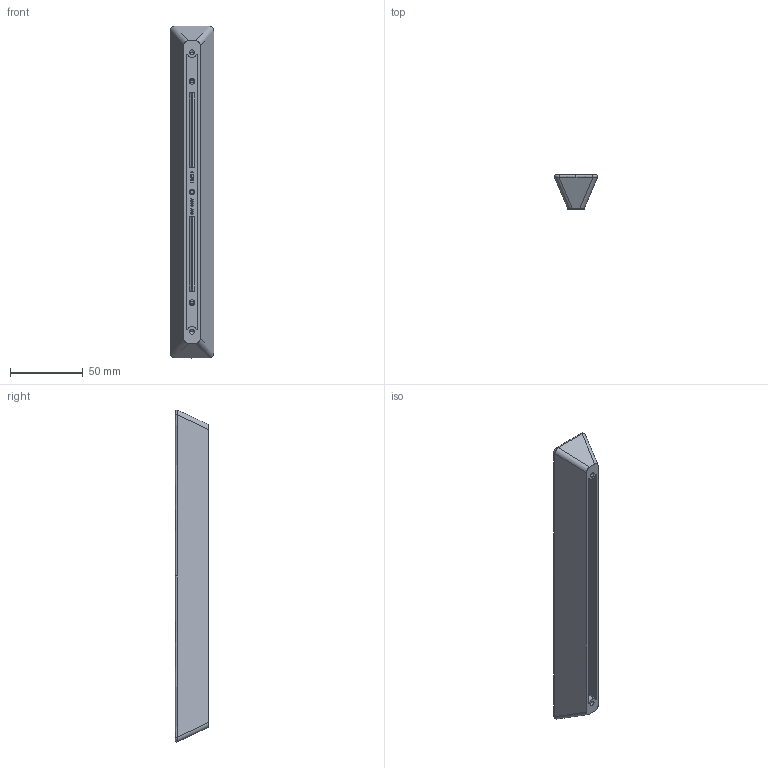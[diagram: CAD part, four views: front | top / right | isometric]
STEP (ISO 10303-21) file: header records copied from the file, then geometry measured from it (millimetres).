
FILE_DESCRIPTION(('Creo Elements/Direct Modeling STEP Export'),'2;1');
FILE_NAME('2090-228.stp','2024-09-23T11:25:49',(''),(''),'Creo Elements/Direct Modeling STEP processor for AP214 (Solid Model)','Creo Elements/Direct Modeling 20.0 12-Nov-2016 (C) Parametric Technology GmbH','');
FILE_SCHEMA(('AUTOMOTIVE_DESIGN { 1 0 10303 214 1 1 1 1 }'));
Length unit declared in the file: millimetre
Products named in the file (3): Einlage; Griff; Griff_komplett
Assembly tree (2 placements, depth 2):
  Griff_komplett
    Griff
    Einlage
Bounding box: 29.8 x 23 x 227.99 mm (x, y, z)
Volume: 68294.8 mm3; surface area: 30034.4 mm2
Topology: 2 solids, 2 shells, 704 faces, 2009 edges, 1328 vertices
Faces by surface type: plane 594, cylinder 68, bspline 22, cone 16, torus 4
Entity records: 27095 total; most frequent: CARTESIAN_POINT 8914, ORIENTED_EDGE 4010, DIRECTION 3382, EDGE_CURVE 2005, VECTOR 1706, LINE 1706, VERTEX_POINT 1328, AXIS2_PLACEMENT_3D 838
